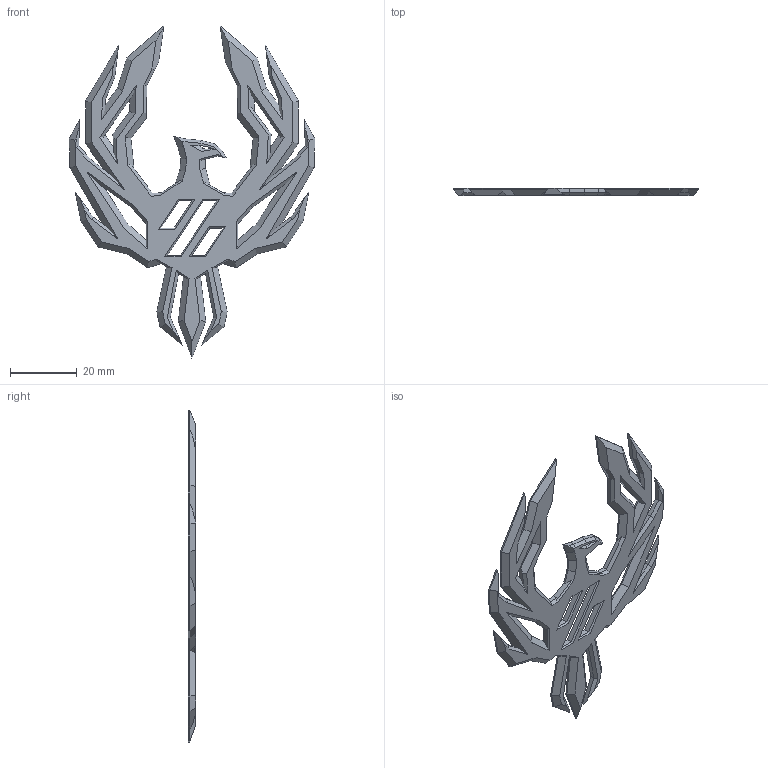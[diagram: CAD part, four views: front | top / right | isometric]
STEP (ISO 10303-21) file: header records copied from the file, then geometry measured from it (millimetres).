
FILE_DESCRIPTION(/* description */ (''),/* implementation_level */ '2;1');
FILE_NAME(/* name */ 'Phoenix_Ornament.step',/* time_stamp */ '2023-12-12T01:59:52-07:00',/* author */ (''),/* organization */ (''),/* preprocessor_version */ 'ST-DEVELOPER v20',/* originating_system */ 'Autodesk Translation Framework v12.14.0.127',/* authorisation */ '');
FILE_SCHEMA (('AUTOMOTIVE_DESIGN { 1 0 10303 214 3 1 1 }'));
Length unit declared in the file: millimetre
Products named in the file (1): Phoenix_Ornament
Bounding box: 73.66 x 2.12 x 99.64 mm (x, y, z)
Volume: 5263.3 mm3; surface area: 7186.4 mm2
Topology: 1 solids, 1 shells, 254 faces, 685 edges, 432 vertices
Faces by surface type: plane 254
Entity records: 7769 total; most frequent: CARTESIAN_POINT 1372, ORIENTED_EDGE 1370, DIRECTION 1195, LINE 685, VECTOR 685, EDGE_CURVE 685, VERTEX_POINT 432, EDGE_LOOP 269
